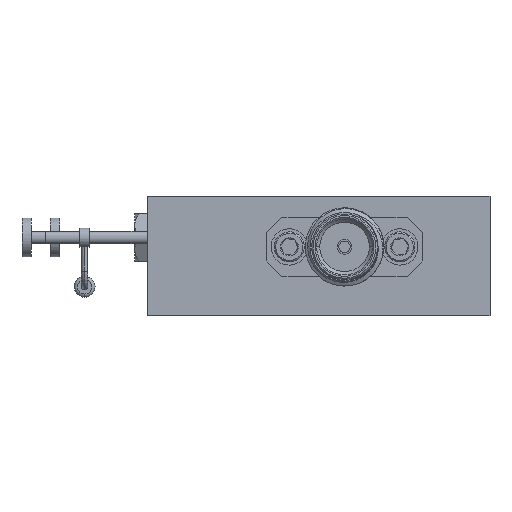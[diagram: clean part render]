
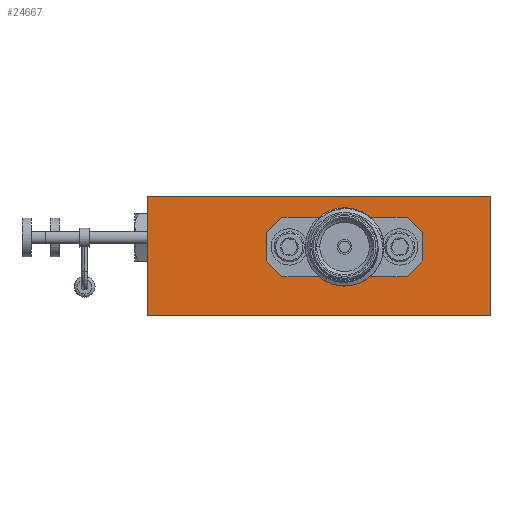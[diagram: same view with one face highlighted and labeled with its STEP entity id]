
A CAD part, left-side view. The second image highlights one B-rep face of the part: STEP entity #24667.
In plain terms, the highlighted planar face has unit normal (-1, 0, 0).
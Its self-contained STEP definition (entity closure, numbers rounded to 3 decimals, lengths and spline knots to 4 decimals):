
#327 = DIRECTION ( 'NONE',  ( 0., 0., -1. ) ) ;
#886 = CARTESIAN_POINT ( 'NONE',  ( -0.7913, -0.5472, -0.1909 ) ) ;
#1011 = EDGE_LOOP ( 'NONE', ( #42053, #12669, #18686, #14606 ) ) ;
#1206 = LINE ( 'NONE', #1502, #8138 ) ;
#1302 = VERTEX_POINT ( 'NONE', #28138 ) ;
#1502 = CARTESIAN_POINT ( 'NONE',  ( -0.7913, 0.0647, -0.1184 ) ) ;
#2010 = DIRECTION ( 'NONE',  ( 0., -1., 0. ) ) ;
#2270 = VECTOR ( 'NONE', #29044, 39.3701 ) ;
#2335 = LINE ( 'NONE', #31254, #10861 ) ;
#3061 = DIRECTION ( 'NONE',  ( 0., -1., 0. ) ) ;
#3557 = EDGE_CURVE ( 'NONE', #44205, #42933, #1206, .T. ) ;
#3570 = DIRECTION ( 'NONE',  ( 0., 0., -1. ) ) ;
#3631 = ORIENTED_EDGE ( 'NONE', *, *, #43901, .F. ) ;
#3896 = EDGE_CURVE ( 'NONE', #24493, #1302, #11315, .T. ) ;
#5180 = LINE ( 'NONE', #21153, #33985 ) ;
#7953 = CARTESIAN_POINT ( 'NONE',  ( -0.7913, 0.5472, -0.1909 ) ) ;
#8060 = DIRECTION ( 'NONE',  ( 0., 0.707, 0.707 ) ) ;
#8138 = VECTOR ( 'NONE', #8060, 39.3701 ) ;
#8778 = LINE ( 'NONE', #18491, #29584 ) ;
#9930 = CARTESIAN_POINT ( 'NONE',  ( -0.7913, -0.5472, 0.1909 ) ) ;
#10313 = CARTESIAN_POINT ( 'NONE',  ( -0.7913, 0.1672, 0.0741 ) ) ;
#10714 = EDGE_CURVE ( 'NONE', #13410, #10974, #13574, .T. ) ;
#10800 = CARTESIAN_POINT ( 'NONE',  ( -0.7913, -0.3328, 0.0741 ) ) ;
#10861 = VECTOR ( 'NONE', #22166, 39.3701 ) ;
#10974 = VERTEX_POINT ( 'NONE', #32532 ) ;
#11315 = LINE ( 'NONE', #15181, #2270 ) ;
#11921 = EDGE_CURVE ( 'NONE', #12175, #26865, #8778, .T. ) ;
#12054 = ORIENTED_EDGE ( 'NONE', *, *, #3896, .T. ) ;
#12175 = VERTEX_POINT ( 'NONE', #24102 ) ;
#12224 = ORIENTED_EDGE ( 'NONE', *, *, #28219, .T. ) ;
#12669 = ORIENTED_EDGE ( 'NONE', *, *, #19628, .F. ) ;
#12998 = ORIENTED_EDGE ( 'NONE', *, *, #33556, .F. ) ;
#13094 = VECTOR ( 'NONE', #2010, 39.3701 ) ;
#13410 = VERTEX_POINT ( 'NONE', #22461 ) ;
#13574 = LINE ( 'NONE', #9930, #41297 ) ;
#13755 = FACE_BOUND ( 'NONE', #26054, .T. ) ;
#13864 = LINE ( 'NONE', #14148, #18734 ) ;
#14148 = CARTESIAN_POINT ( 'NONE',  ( -0.7913, -0.5472, 0.1909 ) ) ;
#14211 = DIRECTION ( 'NONE',  ( 0., 0., -1. ) ) ;
#14606 = ORIENTED_EDGE ( 'NONE', *, *, #29459, .T. ) ;
#14713 = VERTEX_POINT ( 'NONE', #886 ) ;
#15181 = CARTESIAN_POINT ( 'NONE',  ( -0.7913, -0.2303, -0.1184 ) ) ;
#15667 = ORIENTED_EDGE ( 'NONE', *, *, #26119, .F. ) ;
#17360 = CARTESIAN_POINT ( 'NONE',  ( -0.7913, 0.1672, -0.0159 ) ) ;
#17924 = LINE ( 'NONE', #23152, #30732 ) ;
#18491 = CARTESIAN_POINT ( 'NONE',  ( -0.7913, -0.2303, 0.1766 ) ) ;
#18686 = ORIENTED_EDGE ( 'NONE', *, *, #10714, .F. ) ;
#18734 = VECTOR ( 'NONE', #3570, 39.3701 ) ;
#18747 = VECTOR ( 'NONE', #44042, 39.3701 ) ;
#19628 = EDGE_CURVE ( 'NONE', #10974, #14713, #13864, .T. ) ;
#20680 = DIRECTION ( 'NONE',  ( 1., 0., 0. ) ) ;
#21153 = CARTESIAN_POINT ( 'NONE',  ( -0.7913, -0.3328, -0.0659 ) ) ;
#21886 = CARTESIAN_POINT ( 'NONE',  ( -0.7913, -0.5472, -0.1909 ) ) ;
#22166 = DIRECTION ( 'NONE',  ( 0., -1., 0. ) ) ;
#22461 = CARTESIAN_POINT ( 'NONE',  ( -0.7913, 0.5472, 0.1909 ) ) ;
#23152 = CARTESIAN_POINT ( 'NONE',  ( -0.7913, 0.0647, 0.1766 ) ) ;
#23501 = CARTESIAN_POINT ( 'NONE',  ( -0.7913, 0.1172, 0.1241 ) ) ;
#23721 = LINE ( 'NONE', #37454, #41826 ) ;
#24102 = CARTESIAN_POINT ( 'NONE',  ( -0.7913, -0.2828, 0.1241 ) ) ;
#24493 = VERTEX_POINT ( 'NONE', #29906 ) ;
#24667 = ADVANCED_FACE ( 'NONE', ( #43625, #13755 ), #27934, .F. ) ;
#25133 = LINE ( 'NONE', #27514, #18747 ) ;
#26054 = EDGE_LOOP ( 'NONE', ( #40418, #44124, #12998, #12224, #3631, #31771, #15667, #12054 ) ) ;
#26102 = LINE ( 'NONE', #29374, #38373 ) ;
#26119 = EDGE_CURVE ( 'NONE', #24493, #26865, #5180, .T. ) ;
#26865 = VERTEX_POINT ( 'NONE', #10800 ) ;
#27514 = CARTESIAN_POINT ( 'NONE',  ( -0.7913, 0.1672, 0.1241 ) ) ;
#27934 = PLANE ( 'NONE',  #36270 ) ;
#28138 = CARTESIAN_POINT ( 'NONE',  ( -0.7913, -0.2828, -0.0659 ) ) ;
#28219 = EDGE_CURVE ( 'NONE', #42947, #35239, #17924, .T. ) ;
#29044 = DIRECTION ( 'NONE',  ( 0., 0.707, -0.707 ) ) ;
#29158 = CARTESIAN_POINT ( 'NONE',  ( -0.7913, 0.1172, -0.0659 ) ) ;
#29374 = CARTESIAN_POINT ( 'NONE',  ( -0.7913, 0.1672, -0.0659 ) ) ;
#29459 = EDGE_CURVE ( 'NONE', #13410, #40026, #23721, .T. ) ;
#29584 = VECTOR ( 'NONE', #38561, 39.3701 ) ;
#29906 = CARTESIAN_POINT ( 'NONE',  ( -0.7913, -0.3328, -0.0159 ) ) ;
#30732 = VECTOR ( 'NONE', #36540, 39.3701 ) ;
#31254 = CARTESIAN_POINT ( 'NONE',  ( -0.7913, 0.1672, -0.0659 ) ) ;
#31771 = ORIENTED_EDGE ( 'NONE', *, *, #11921, .T. ) ;
#32532 = CARTESIAN_POINT ( 'NONE',  ( -0.7913, -0.5472, 0.1909 ) ) ;
#33556 = EDGE_CURVE ( 'NONE', #42947, #42933, #26102, .T. ) ;
#33926 = LINE ( 'NONE', #21886, #13094 ) ;
#33985 = VECTOR ( 'NONE', #42268, 39.3701 ) ;
#35239 = VERTEX_POINT ( 'NONE', #23501 ) ;
#36270 = AXIS2_PLACEMENT_3D ( 'NONE', #41329, #20680, #14211 ) ;
#36540 = DIRECTION ( 'NONE',  ( 0., -0.707, 0.707 ) ) ;
#37454 = CARTESIAN_POINT ( 'NONE',  ( -0.7913, 0.5472, 0.1909 ) ) ;
#37859 = EDGE_CURVE ( 'NONE', #40026, #14713, #33926, .T. ) ;
#38373 = VECTOR ( 'NONE', #43339, 39.3701 ) ;
#38561 = DIRECTION ( 'NONE',  ( 0., -0.707, -0.707 ) ) ;
#39355 = EDGE_CURVE ( 'NONE', #44205, #1302, #2335, .T. ) ;
#40026 = VERTEX_POINT ( 'NONE', #7953 ) ;
#40418 = ORIENTED_EDGE ( 'NONE', *, *, #39355, .F. ) ;
#41297 = VECTOR ( 'NONE', #3061, 39.3701 ) ;
#41329 = CARTESIAN_POINT ( 'NONE',  ( -0.7913, -0.5472, 0.1909 ) ) ;
#41826 = VECTOR ( 'NONE', #327, 39.3701 ) ;
#42053 = ORIENTED_EDGE ( 'NONE', *, *, #37859, .T. ) ;
#42268 = DIRECTION ( 'NONE',  ( 0., 0., 1. ) ) ;
#42933 = VERTEX_POINT ( 'NONE', #17360 ) ;
#42947 = VERTEX_POINT ( 'NONE', #10313 ) ;
#43339 = DIRECTION ( 'NONE',  ( 0., 0., -1. ) ) ;
#43625 = FACE_OUTER_BOUND ( 'NONE', #1011, .T. ) ;
#43901 = EDGE_CURVE ( 'NONE', #12175, #35239, #25133, .T. ) ;
#44042 = DIRECTION ( 'NONE',  ( 0., 1., 0. ) ) ;
#44124 = ORIENTED_EDGE ( 'NONE', *, *, #3557, .T. ) ;
#44205 = VERTEX_POINT ( 'NONE', #29158 ) ;
